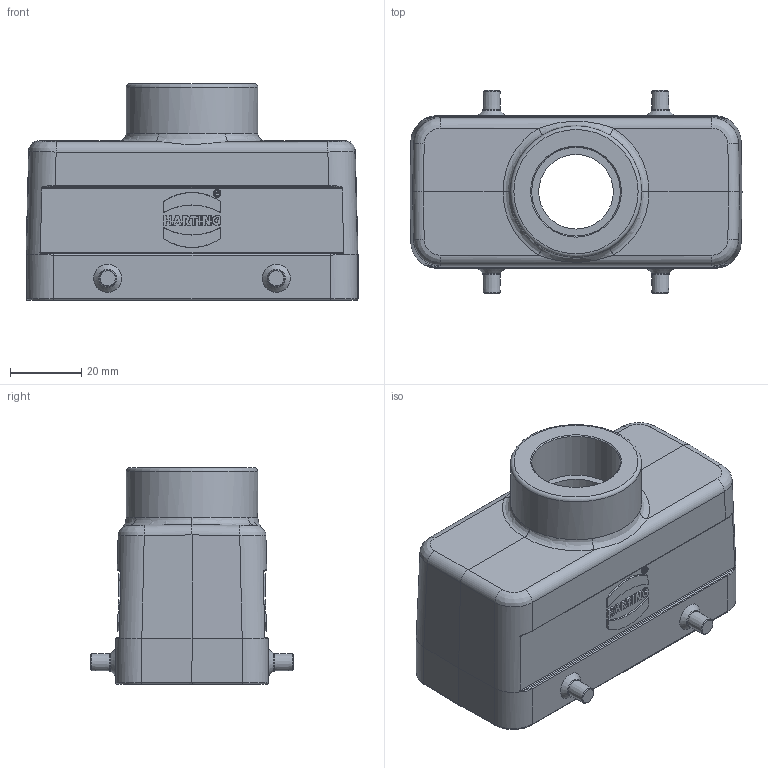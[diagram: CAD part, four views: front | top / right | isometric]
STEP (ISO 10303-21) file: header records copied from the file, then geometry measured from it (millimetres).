
FILE_DESCRIPTION(/* description */ (''),/* implementation_level */ '2;1');
FILE_NAME(/* name */ '100212853ugm000_c.stp',/* time_stamp */ '2017-10-27T11:27:43+02:00',/* author */ (''),/* organization */ (''),/* preprocessor_version */ 'ST-DEVELOPER v16',/* originating_system */ 'SIEMENS PLM Software NX 10.0',/* authorisation */ '');
FILE_SCHEMA (('AUTOMOTIVE_DESIGN { 1 0 10303 214 3 1 1 1 }'));
Length unit declared in the file: millimetre
Products named in the file (1): 100212853ugm000_c
Bounding box: 93.5 x 57.2 x 61 mm (x, y, z)
Volume: 54597.5 mm3; surface area: 32454.4 mm2
Topology: 1 solids, 1 shells, 429 faces, 1584 edges, 1709 vertices
Faces by surface type: plane 233, bspline 90, cylinder 77, cone 19, torus 10
Full cylindrical faces by diameter (mm): 3 x4, 21 x1, 25 x1, 37 x1
Entity records: 22714 total; most frequent: CARTESIAN_POINT 7075, ORIENTED_EDGE 2022, DIRECTION 1948, EDGE_CURVE 1011, PRESENTATION_STYLE_ASSIGNMENT 953, LINE 786, VECTOR 786, VERTEX_POINT 659
